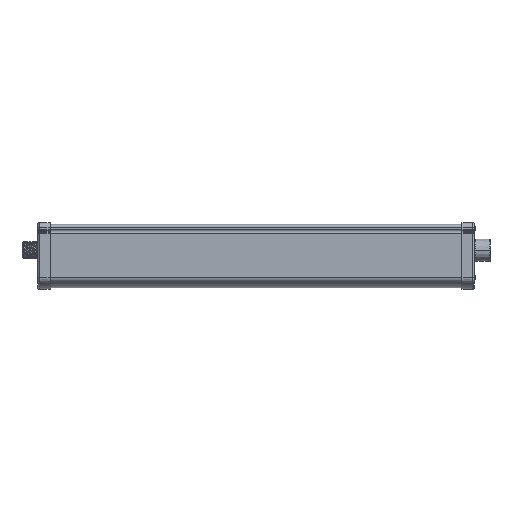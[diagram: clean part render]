
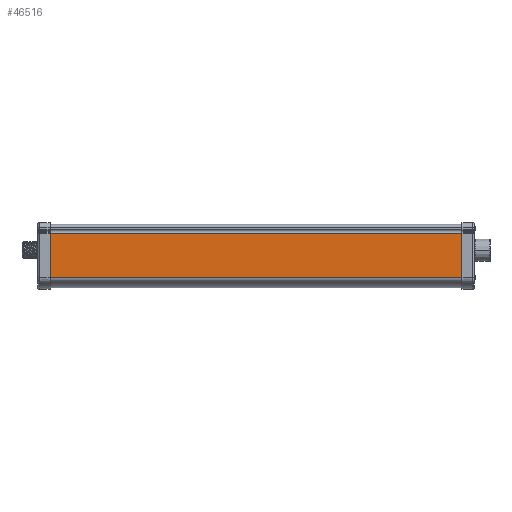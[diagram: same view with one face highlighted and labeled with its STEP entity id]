
A CAD part, top view. The second image highlights one B-rep face of the part: STEP entity #46516.
In plain terms, the highlighted planar face has unit normal (0, 0, 1).
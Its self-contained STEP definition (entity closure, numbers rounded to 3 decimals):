
#16193=DIRECTION('',(0.,-1.,0.));
#16194=VECTOR('',#16193,29.273);
#16195=CARTESIAN_POINT('',(147.,-6.581,16.));
#16196=LINE('',#16195,#16194);
#16369=DIRECTION('',(0.,-1.,0.));
#16370=VECTOR('',#16369,1.146);
#16371=CARTESIAN_POINT('',(147.,-35.854,16.));
#16372=LINE('',#16371,#16370);
#16373=DIRECTION('',(1.,0.,0.));
#16374=VECTOR('',#16373,294.);
#16375=CARTESIAN_POINT('',(-147.,-37.,16.));
#16376=LINE('',#16375,#16374);
#16377=DIRECTION('',(0.,-1.,0.));
#16378=VECTOR('',#16377,1.146);
#16379=CARTESIAN_POINT('',(-147.,-35.854,16.));
#16380=LINE('',#16379,#16378);
#16381=DIRECTION('',(-1.,0.,0.));
#16382=VECTOR('',#16381,294.);
#16383=CARTESIAN_POINT('',(147.,-6.581,16.));
#16384=LINE('',#16383,#16382);
#34184=DIRECTION('',(0.,-1.,0.));
#34185=VECTOR('',#34184,29.273);
#34186=CARTESIAN_POINT('',(-147.,-6.581,16.));
#34187=LINE('',#34186,#34185);
#34689=CARTESIAN_POINT('',(-147.,-6.581,16.));
#34691=VERTEX_POINT('',#34689);
#34695=CARTESIAN_POINT('',(147.,-6.581,16.));
#34696=VERTEX_POINT('',#34695);
#35151=CARTESIAN_POINT('',(-147.,-35.854,16.));
#35153=VERTEX_POINT('',#35151);
#35177=CARTESIAN_POINT('',(-147.,-37.,16.));
#35178=VERTEX_POINT('',#35177);
#36187=CARTESIAN_POINT('',(147.,-35.854,16.));
#36189=VERTEX_POINT('',#36187);
#36217=CARTESIAN_POINT('',(147.,-37.,16.));
#36218=VERTEX_POINT('',#36217);
#46499=CARTESIAN_POINT('',(-147.,-6.414,16.));
#46500=DIRECTION('',(0.,0.,1.));
#46501=DIRECTION('',(0.,-1.,0.));
#46502=AXIS2_PLACEMENT_3D('',#46499,#46500,#46501);
#46503=PLANE('',#46502);
#46504=ORIENTED_EDGE('',*,*,#46476,.T.);
#46506=ORIENTED_EDGE('',*,*,#46505,.F.);
#46508=ORIENTED_EDGE('',*,*,#46507,.F.);
#46510=ORIENTED_EDGE('',*,*,#46509,.F.);
#46512=ORIENTED_EDGE('',*,*,#46511,.F.);
#46513=ORIENTED_EDGE('',*,*,#46295,.T.);
#46514=EDGE_LOOP('',(#46504,#46506,#46508,#46510,#46512,#46513));
#46515=FACE_OUTER_BOUND('',#46514,.F.);
#46516=ADVANCED_FACE('',(#46515),#46503,.T.);
#46295=EDGE_CURVE('',#34696,#36189,#16196,.T.);
#46476=EDGE_CURVE('',#36189,#36218,#16372,.T.);
#46505=EDGE_CURVE('',#35178,#36218,#16376,.T.);
#46507=EDGE_CURVE('',#35153,#35178,#16380,.T.);
#46509=EDGE_CURVE('',#34691,#35153,#34187,.T.);
#46511=EDGE_CURVE('',#34696,#34691,#16384,.T.);
